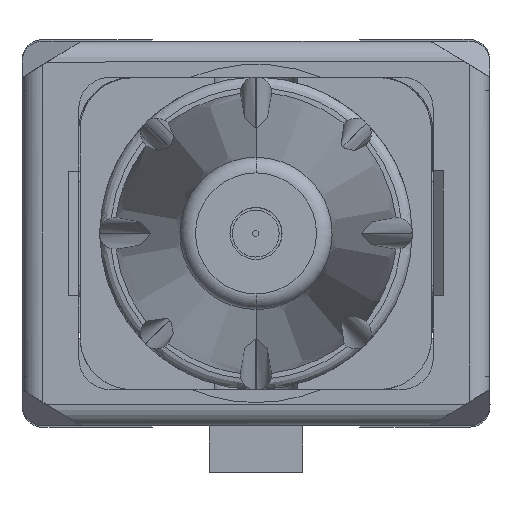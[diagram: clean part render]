
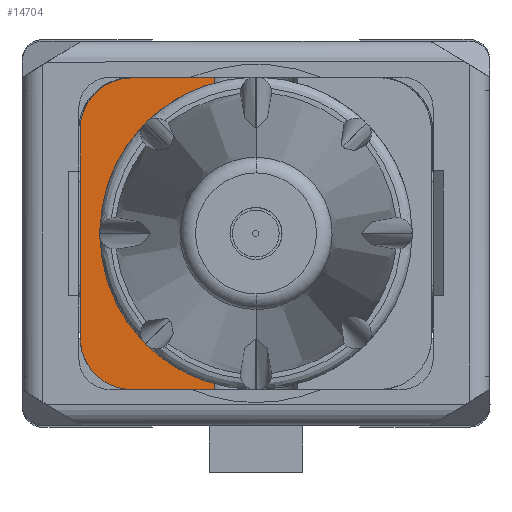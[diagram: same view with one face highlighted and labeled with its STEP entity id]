
A CAD part, left-side view. The second image highlights one B-rep face of the part: STEP entity #14704.
In plain terms, the highlighted planar face has unit normal (-1, 0, 0).
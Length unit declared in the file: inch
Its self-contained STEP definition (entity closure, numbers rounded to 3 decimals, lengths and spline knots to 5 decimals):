
#649 = VERTEX_POINT ( 'NONE', #16124 ) ;
#779 = CARTESIAN_POINT ( 'NONE',  ( -0.59055, -0.11405, -0.11367 ) ) ;
#1452 = CARTESIAN_POINT ( 'NONE',  ( -0.59055, -0.0315, 0. ) ) ;
#1543 = DIRECTION ( 'NONE',  ( 0., 0., -1. ) ) ;
#1628 = CARTESIAN_POINT ( 'NONE',  ( -0.59055, -0.12863, 0.09909 ) ) ;
#1696 = CARTESIAN_POINT ( 'NONE',  ( -0.59055, -0.10834, -0.02353 ) ) ;
#1735 = LINE ( 'NONE', #22114, #20686 ) ;
#1823 = CARTESIAN_POINT ( 'NONE',  ( -0.59055, -0.11024, -0.01177 ) ) ;
#2377 = AXIS2_PLACEMENT_3D ( 'NONE', #8561, #12357, #9995 ) ;
#2903 = CARTESIAN_POINT ( 'NONE',  ( -0.59055, -0.13287, 0. ) ) ;
#2986 = EDGE_CURVE ( 'NONE', #9652, #25163, #7415, .T. ) ;
#3429 = B_SPLINE_CURVE_WITH_KNOTS ( 'NONE', 3,
 ( #7685, #15724, #23814, #5688, #13733, #21821, #19841, #1696, #1823, #9789, #24484, #22209, #12406, #16518, #5947, #15984, #24207, #4221 ),
 .UNSPECIFIED., .F., .F.,
 ( 4, 2, 2, 2, 2, 2, 2, 2, 4 ),
 ( 0., 0.125, 0.25, 0.375, 0.5, 0.625, 0.75, 0.875, 1. ),
 .UNSPECIFIED. ) ;
#3569 = EDGE_LOOP ( 'NONE', ( #23695, #23730, #13788, #14166, #4394, #19771, #6362, #11753 ) ) ;
#3712 = B_SPLINE_CURVE_WITH_KNOTS ( 'NONE', 3,
 ( #4484, #14793, #22885, #779, #24870, #24623 ),
 .UNSPECIFIED., .F., .F.,
 ( 4, 2, 4 ),
 ( 0., 0.5, 1. ),
 .UNSPECIFIED. ) ;
#4221 = CARTESIAN_POINT ( 'NONE',  ( -0.59055, -0.0315, 0.10564 ) ) ;
#4297 = CARTESIAN_POINT ( 'NONE',  ( -0.59055, -0.0315, 0.10564 ) ) ;
#4394 = ORIENTED_EDGE ( 'NONE', *, *, #20496, .T. ) ;
#4484 = CARTESIAN_POINT ( 'NONE',  ( -0.59055, -0.13287, -0.07854 ) ) ;
#5688 = CARTESIAN_POINT ( 'NONE',  ( -0.59055, -0.0728, -0.08361 ) ) ;
#5700 = DIRECTION ( 'NONE',  ( 0., 0., -1. ) ) ;
#5737 = EDGE_CURVE ( 'NONE', #9652, #26088, #3712, .T. ) ;
#5947 = CARTESIAN_POINT ( 'NONE',  ( -0.59055, -0.0728, 0.08361 ) ) ;
#6362 = ORIENTED_EDGE ( 'NONE', *, *, #8264, .F. ) ;
#7415 = LINE ( 'NONE', #2903, #19093 ) ;
#7441 = LINE ( 'NONE', #1452, #9373 ) ;
#7685 = CARTESIAN_POINT ( 'NONE',  ( -0.59055, -0.0315, -0.10564 ) ) ;
#8008 = VECTOR ( 'NONE', #20135, 39.37008 ) ;
#8157 = FACE_OUTER_BOUND ( 'NONE', #3569, .T. ) ;
#8264 = EDGE_CURVE ( 'NONE', #24545, #10186, #3429, .T. ) ;
#8268 = CARTESIAN_POINT ( 'NONE',  ( -0.59055, -0.13287, 0.08885 ) ) ;
#8561 = CARTESIAN_POINT ( 'NONE',  ( -0.59055, -0.13287, -0.11791 ) ) ;
#9373 = VECTOR ( 'NONE', #5700, 39.37008 ) ;
#9652 = VERTEX_POINT ( 'NONE', #15827 ) ;
#9789 = CARTESIAN_POINT ( 'NONE',  ( -0.59055, -0.11024, 0.01177 ) ) ;
#9824 = DIRECTION ( 'NONE',  ( 0., 1., 0. ) ) ;
#9995 = DIRECTION ( 'NONE',  ( 0., 0., 1. ) ) ;
#10186 = VERTEX_POINT ( 'NONE', #4297 ) ;
#10319 = CARTESIAN_POINT ( 'NONE',  ( -0.59055, -0.13287, 0.07854 ) ) ;
#10797 = CARTESIAN_POINT ( 'NONE',  ( -0.59055, -0.0315, -0.10564 ) ) ;
#11499 = EDGE_CURVE ( 'NONE', #16223, #10186, #25406, .T. ) ;
#11753 = ORIENTED_EDGE ( 'NONE', *, *, #22956, .T. ) ;
#11945 = CARTESIAN_POINT ( 'NONE',  ( -0.59055, -0.11405, 0.11367 ) ) ;
#12357 = DIRECTION ( 'NONE',  ( -1., 0., 0. ) ) ;
#12406 = CARTESIAN_POINT ( 'NONE',  ( -0.59055, -0.09542, 0.05644 ) ) ;
#13322 = CARTESIAN_POINT ( 'NONE',  ( -0.59055, -0.0315, 0. ) ) ;
#13327 = DIRECTION ( 'NONE',  ( 0., 0., 1. ) ) ;
#13733 = CARTESIAN_POINT ( 'NONE',  ( -0.59055, -0.08135, -0.07531 ) ) ;
#13788 = ORIENTED_EDGE ( 'NONE', *, *, #2986, .T. ) ;
#13933 = B_SPLINE_CURVE_WITH_KNOTS ( 'NONE', 3,
 ( #16050, #15924, #11945, #1628, #8268, #14061 ),
 .UNSPECIFIED., .F., .F.,
 ( 4, 2, 4 ),
 ( 0., 0.5, 1. ),
 .UNSPECIFIED. ) ;
#14035 = CARTESIAN_POINT ( 'NONE',  ( -0.59055, -0.08219, -0.11791 ) ) ;
#14061 = CARTESIAN_POINT ( 'NONE',  ( -0.59055, -0.13287, 0.07854 ) ) ;
#14166 = ORIENTED_EDGE ( 'NONE', *, *, #18961, .F. ) ;
#14482 = CARTESIAN_POINT ( 'NONE',  ( -0.59055, -0.0935, -0.11791 ) ) ;
#14704 = ADVANCED_FACE ( 'NONE', ( #8157 ), #18450, .T. ) ;
#14793 = CARTESIAN_POINT ( 'NONE',  ( -0.59055, -0.13287, -0.08885 ) ) ;
#15285 = VERTEX_POINT ( 'NONE', #16933 ) ;
#15724 = CARTESIAN_POINT ( 'NONE',  ( -0.59055, -0.04277, -0.10228 ) ) ;
#15827 = CARTESIAN_POINT ( 'NONE',  ( -0.59055, -0.13287, -0.07854 ) ) ;
#15924 = CARTESIAN_POINT ( 'NONE',  ( -0.59055, -0.10381, 0.11791 ) ) ;
#15984 = CARTESIAN_POINT ( 'NONE',  ( -0.59055, -0.05351, 0.0971 ) ) ;
#16050 = CARTESIAN_POINT ( 'NONE',  ( -0.59055, -0.0935, 0.11791 ) ) ;
#16124 = CARTESIAN_POINT ( 'NONE',  ( -0.59055, -0.0315, -0.11791 ) ) ;
#16223 = VERTEX_POINT ( 'NONE', #16474 ) ;
#16474 = CARTESIAN_POINT ( 'NONE',  ( -0.59055, -0.0315, 0.11791 ) ) ;
#16518 = CARTESIAN_POINT ( 'NONE',  ( -0.59055, -0.08135, 0.07531 ) ) ;
#16933 = CARTESIAN_POINT ( 'NONE',  ( -0.59055, -0.0935, 0.11791 ) ) ;
#18006 = LINE ( 'NONE', #14035, #8008 ) ;
#18450 = PLANE ( 'NONE',  #2377 ) ;
#18961 = EDGE_CURVE ( 'NONE', #15285, #25163, #13933, .T. ) ;
#19093 = VECTOR ( 'NONE', #13327, 39.37008 ) ;
#19771 = ORIENTED_EDGE ( 'NONE', *, *, #11499, .T. ) ;
#19841 = CARTESIAN_POINT ( 'NONE',  ( -0.59055, -0.10093, -0.04587 ) ) ;
#20135 = DIRECTION ( 'NONE',  ( 0., -1., 0. ) ) ;
#20496 = EDGE_CURVE ( 'NONE', #15285, #16223, #1735, .T. ) ;
#20524 = EDGE_CURVE ( 'NONE', #649, #26088, #18006, .T. ) ;
#20686 = VECTOR ( 'NONE', #9824, 39.37008 ) ;
#21821 = CARTESIAN_POINT ( 'NONE',  ( -0.59055, -0.09542, -0.05644 ) ) ;
#22114 = CARTESIAN_POINT ( 'NONE',  ( -0.59055, -0.08219, 0.11791 ) ) ;
#22209 = CARTESIAN_POINT ( 'NONE',  ( -0.59055, -0.10093, 0.04587 ) ) ;
#22885 = CARTESIAN_POINT ( 'NONE',  ( -0.59055, -0.12863, -0.09909 ) ) ;
#22956 = EDGE_CURVE ( 'NONE', #24545, #649, #7441, .T. ) ;
#23695 = ORIENTED_EDGE ( 'NONE', *, *, #20524, .T. ) ;
#23730 = ORIENTED_EDGE ( 'NONE', *, *, #5737, .F. ) ;
#23814 = CARTESIAN_POINT ( 'NONE',  ( -0.59055, -0.05351, -0.0971 ) ) ;
#24207 = CARTESIAN_POINT ( 'NONE',  ( -0.59055, -0.04277, 0.10228 ) ) ;
#24484 = CARTESIAN_POINT ( 'NONE',  ( -0.59055, -0.10834, 0.02353 ) ) ;
#24545 = VERTEX_POINT ( 'NONE', #10797 ) ;
#24623 = CARTESIAN_POINT ( 'NONE',  ( -0.59055, -0.0935, -0.11791 ) ) ;
#24870 = CARTESIAN_POINT ( 'NONE',  ( -0.59055, -0.10381, -0.11791 ) ) ;
#25163 = VERTEX_POINT ( 'NONE', #10319 ) ;
#25406 = LINE ( 'NONE', #13322, #25593 ) ;
#25593 = VECTOR ( 'NONE', #1543, 39.37008 ) ;
#26088 = VERTEX_POINT ( 'NONE', #14482 ) ;
